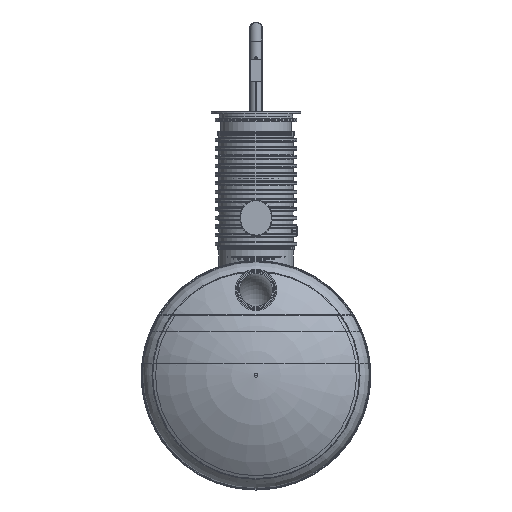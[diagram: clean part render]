
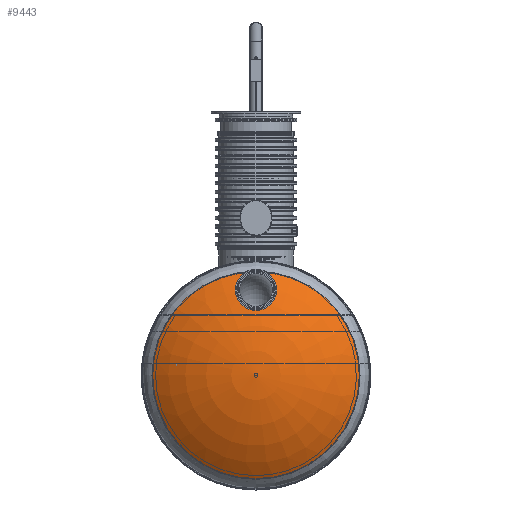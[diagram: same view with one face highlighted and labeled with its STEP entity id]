
A CAD part, left-side view. The second image highlights one B-rep face of the part: STEP entity #9443.
In plain terms, the highlighted toroidal (fillet/blend) face has major radius 3.933 mm and minor radius 1600 mm.
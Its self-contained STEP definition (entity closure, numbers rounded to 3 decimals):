
#1590=VERTEX_LOOP('',#5616);
#1594=DEGENERATE_TOROIDAL_SURFACE('',#10526,3.933,1600.,.F.);
#1599=B_SPLINE_CURVE_WITH_KNOTS('',3,(#14931,#14932,#14933,#14934,#14935,
#14936,#14937,#14938,#14939,#14940,#14941,#14942,#14943,#14944,#14945,#14946,
#14947,#14948,#14949,#14950,#14951,#14952,#14953,#14954,#14955,#14956,#14957,
#14958,#14959,#14960,#14961,#14962,#14963,#14964,#14965,#14966,#14967,#14968,
#14969,#14970,#14971,#14972,#14973,#14974,#14975,#14976,#14977,#14978,#14979,
#14980,#14981,#14982,#14983,#14984,#14985,#14986,#14987,#14988,#14989,#14990,
#14991,#14992,#14993,#14994,#14995,#14996,#14997,#14998,#14999,#15000,#15001,
#15002,#15003,#15004,#15005,#15006,#15007,#15008,#15009,#15010,#15011,#15012,
#15013),.UNSPECIFIED.,.T.,.F.,(1,1,1,1,1,1,1,1,1,1,1,1,1,1,1,1,1,1,1,1,
1,1,1,1,1,1,1,1,1,1,1,1,1,1,1,1,1,1,1,1,1,1,1,1,1,1,1,1,1,1,1,1,1,1,1,1,
1,1,1,1,1,1,1,1,1,1,1,1,1,1,1,1,1,1,1,1,1,1,1,1,1,1,1,1,1,1,1),(-0.033,
-0.016,-0.008,0.,0.016,
0.033,0.049,0.058,0.066,
0.082,0.099,0.115,0.132,
0.148,0.165,0.181,0.198,
0.214,0.231,0.247,0.255,
0.264,0.28,0.297,0.313,
0.329,0.346,0.354,0.362,
0.379,0.395,0.412,0.42,
0.428,0.445,0.461,0.478,
0.486,0.494,0.502,0.511,
0.527,0.544,0.552,0.56,
0.568,0.577,0.593,0.61,
0.618,0.626,0.642,0.659,
0.667,0.675,0.692,0.708,
0.717,0.725,0.741,0.758,
0.774,0.791,0.807,0.824,
0.84,0.857,0.865,0.873,
0.881,0.89,0.922,0.931,
0.939,0.955,0.972,0.988,
0.997,1.005,1.013,1.021,1.038,
1.046,1.054,1.071,1.087,1.104),
 .UNSPECIFIED.);
#1908=ORIENTED_EDGE('',*,*,#4380,.F.);
#1909=ORIENTED_EDGE('',*,*,#4381,.F.);
#4380=EDGE_CURVE('',#5617,#5617,#6566,.T.);
#4381=EDGE_CURVE('',#5618,#5618,#1599,.T.);
#5616=VERTEX_POINT('',#14928);
#5617=VERTEX_POINT('',#14930);
#5618=VERTEX_POINT('',#15014);
#6566=CIRCLE('',#10527,923.143);
#7169=EDGE_LOOP('',(#1908));
#7170=EDGE_LOOP('',(#1909));
#8302=FACE_BOUND('',#1590,.T.);
#8303=FACE_BOUND('',#7169,.T.);
#8304=FACE_BOUND('',#7170,.T.);
#9443=ADVANCED_FACE('',(#8302,#8303,#8304),#1594,.F.);
#10526=AXIS2_PLACEMENT_3D('',#14927,#11866,#11867);
#10527=AXIS2_PLACEMENT_3D('',#14929,#11868,#11869);
#11866=DIRECTION('',(0.,0.,-1.));
#11867=DIRECTION('',(-1.,0.,0.));
#11868=DIRECTION('',(0.,0.,-1.));
#11869=DIRECTION('',(-1.,0.,0.));
#14927=CARTESIAN_POINT('',(0.,0.,-1239.989));
#14928=CARTESIAN_POINT('',(0.,0.,360.006));
#14929=CARTESIAN_POINT('',(0.,0.,64.055));
#14930=CARTESIAN_POINT('',(-923.143,0.,64.055));
#14931=CARTESIAN_POINT('',(-125.788,662.566,209.11));
#14932=CARTESIAN_POINT('',(-119.383,654.493,213.349));
#14933=CARTESIAN_POINT('',(-110.64,645.001,218.318));
#14934=CARTESIAN_POINT('',(-99.026,634.644,223.72));
#14935=CARTESIAN_POINT('',(-88.378,626.892,227.749));
#14936=CARTESIAN_POINT('',(-79.22,621.245,230.678));
#14937=CARTESIAN_POINT('',(-69.823,616.097,233.344));
#14938=CARTESIAN_POINT('',(-57.602,610.568,236.202));
#14939=CARTESIAN_POINT('',(-42.201,605.412,238.862));
#14940=CARTESIAN_POINT('',(-25.93,601.805,240.72));
#14941=CARTESIAN_POINT('',(-9.577,599.959,241.669));
#14942=CARTESIAN_POINT('',(6.892,599.809,241.747));
#14943=CARTESIAN_POINT('',(23.562,601.428,240.914));
#14944=CARTESIAN_POINT('',(39.647,604.733,239.211));
#14945=CARTESIAN_POINT('',(55.218,609.644,236.679));
#14946=CARTESIAN_POINT('',(70.268,616.184,233.299));
#14947=CARTESIAN_POINT('',(84.203,624.036,229.232));
#14948=CARTESIAN_POINT('',(95.002,631.635,225.285));
#14949=CARTESIAN_POINT('',(103.168,638.358,221.783));
#14950=CARTESIAN_POINT('',(110.89,645.394,218.112));
#14951=CARTESIAN_POINT('',(119.729,654.742,213.22));
#14952=CARTESIAN_POINT('',(129.096,666.796,206.888));
#14953=CARTESIAN_POINT('',(137.252,679.706,200.075));
#14954=CARTESIAN_POINT('',(143.976,693.028,193.011));
#14955=CARTESIAN_POINT('',(148.473,704.498,186.9));
#14956=CARTESIAN_POINT('',(151.411,713.874,181.885));
#14957=CARTESIAN_POINT('',(153.916,723.414,176.769));
#14958=CARTESIAN_POINT('',(156.179,735.43,170.299));
#14959=CARTESIAN_POINT('',(157.538,749.863,162.486));
#14960=CARTESIAN_POINT('',(157.566,761.932,155.916));
#14961=CARTESIAN_POINT('',(156.92,771.601,150.631));
#14962=CARTESIAN_POINT('',(155.817,781.306,145.31));
#14963=CARTESIAN_POINT('',(153.61,793.233,138.744));
#14964=CARTESIAN_POINT('',(149.672,807.199,131.012));
#14965=CARTESIAN_POINT('',(145.308,818.556,124.69));
#14966=CARTESIAN_POINT('',(141.15,827.462,119.713));
#14967=CARTESIAN_POINT('',(137.679,834.065,116.012));
#14968=CARTESIAN_POINT('',(133.882,840.521,112.384));
#14969=CARTESIAN_POINT('',(128.434,848.854,107.689));
#14970=CARTESIAN_POINT('',(120.881,858.789,102.07));
#14971=CARTESIAN_POINT('',(112.322,868.065,96.798));
#14972=CARTESIAN_POINT('',(104.842,875.071,92.803));
#14973=CARTESIAN_POINT('',(98.894,880.117,89.919));
#14974=CARTESIAN_POINT('',(92.63,884.914,87.172));
#14975=CARTESIAN_POINT('',(84.007,890.857,83.762));
#14976=CARTESIAN_POINT('',(72.659,897.489,79.945));
#14977=CARTESIAN_POINT('',(60.546,903.024,76.75));
#14978=CARTESIAN_POINT('',(50.371,906.755,74.592));
#14979=CARTESIAN_POINT('',(39.839,910.004,72.711));
#14980=CARTESIAN_POINT('',(26.51,912.992,70.978));
#14981=CARTESIAN_POINT('',(12.908,914.59,70.05));
#14982=CARTESIAN_POINT('',(1.883,915.014,69.804));
#14983=CARTESIAN_POINT('',(-9.294,914.85,69.898));
#14984=CARTESIAN_POINT('',(-23.041,913.546,70.656));
#14985=CARTESIAN_POINT('',(-36.449,910.847,72.222));
#14986=CARTESIAN_POINT('',(-46.986,907.855,73.955));
#14987=CARTESIAN_POINT('',(-57.38,904.305,76.009));
#14988=CARTESIAN_POINT('',(-69.731,898.975,79.088));
#14989=CARTESIAN_POINT('',(-83.656,891.216,83.557));
#14990=CARTESIAN_POINT('',(-96.715,882.091,88.792));
#14991=CARTESIAN_POINT('',(-108.478,871.982,94.568));
#14992=CARTESIAN_POINT('',(-119.07,860.926,100.858));
#14993=CARTESIAN_POINT('',(-128.531,848.898,107.667));
#14994=CARTESIAN_POINT('',(-136.606,836.309,114.757));
#14995=CARTESIAN_POINT('',(-142.262,825.349,120.897));
#14996=CARTESIAN_POINT('',(-146.149,816.314,125.938));
#14997=CARTESIAN_POINT('',(-148.752,809.388,129.792));
#14998=CARTESIAN_POINT('',(-151.017,802.374,133.683));
#14999=CARTESIAN_POINT('',(-154.856,788.273,141.485));
#15000=CARTESIAN_POINT('',(-157.027,773.936,149.363));
#15001=CARTESIAN_POINT('',(-157.545,759.384,157.302));
#15002=CARTESIAN_POINT('',(-157.437,749.598,162.626));
#15003=CARTESIAN_POINT('',(-156.454,737.479,169.192));
#15004=CARTESIAN_POINT('',(-153.949,723.15,176.913));
#15005=CARTESIAN_POINT('',(-150.75,711.378,183.223));
#15006=CARTESIAN_POINT('',(-147.506,702.074,188.191));
#15007=CARTESIAN_POINT('',(-144.714,695.139,191.885));
#15008=CARTESIAN_POINT('',(-141.578,688.308,195.514));
#15009=CARTESIAN_POINT('',(-136.972,679.42,200.224));
#15010=CARTESIAN_POINT('',(-131.712,670.831,204.76));
#15011=CARTESIAN_POINT('',(-125.788,662.566,209.11));
#15012=CARTESIAN_POINT('',(-119.383,654.493,213.349));
#15013=CARTESIAN_POINT('',(-110.64,645.001,218.318));
#15014=CARTESIAN_POINT('',(-120.935,656.551,212.267));
